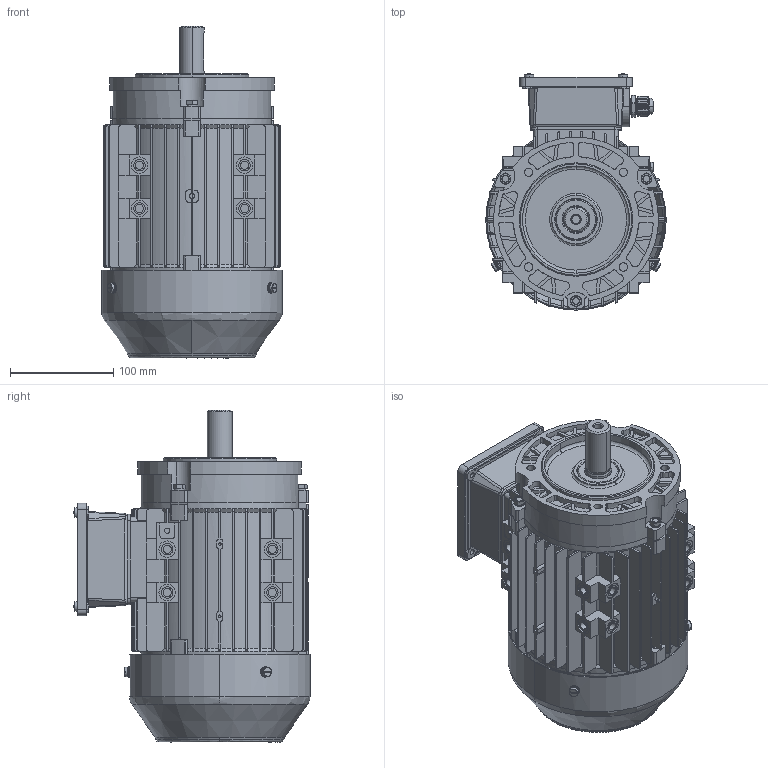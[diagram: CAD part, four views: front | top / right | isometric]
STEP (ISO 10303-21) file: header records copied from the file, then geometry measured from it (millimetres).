
FILE_DESCRIPTION (( 'STEP AP203' ), '1' );
FILE_NAME ('JL3-90L-B14B.step', '2018-12-14T09:01:16', ( '' ), ( '' ), 'SwSTEP 2.0', 'SolidWorks 2018', '' );
FILE_SCHEMA (( 'CONFIG_CONTROL_DESIGN' ));
Products named in the file (1): JL3-90L-B14B
Bounding box: 175 x 228.92 x 322 mm (x, y, z)
Volume: 1245891.6 mm3; surface area: 735234.3 mm2
Topology: 42 solids, 42 shells, 3257 faces, 8839 edges, 5722 vertices
Faces by surface type: plane 1355, cylinder 1300, bspline 374, cone 220, sphere 8
Entity records: 333147 total; most frequent: CARTESIAN_POINT 252492, ORIENTED_EDGE 17666, DIRECTION 16077, EDGE_CURVE 8833, AXIS2_PLACEMENT_3D 5920, VERTEX_POINT 5722, VECTOR 4237, LINE 4237
